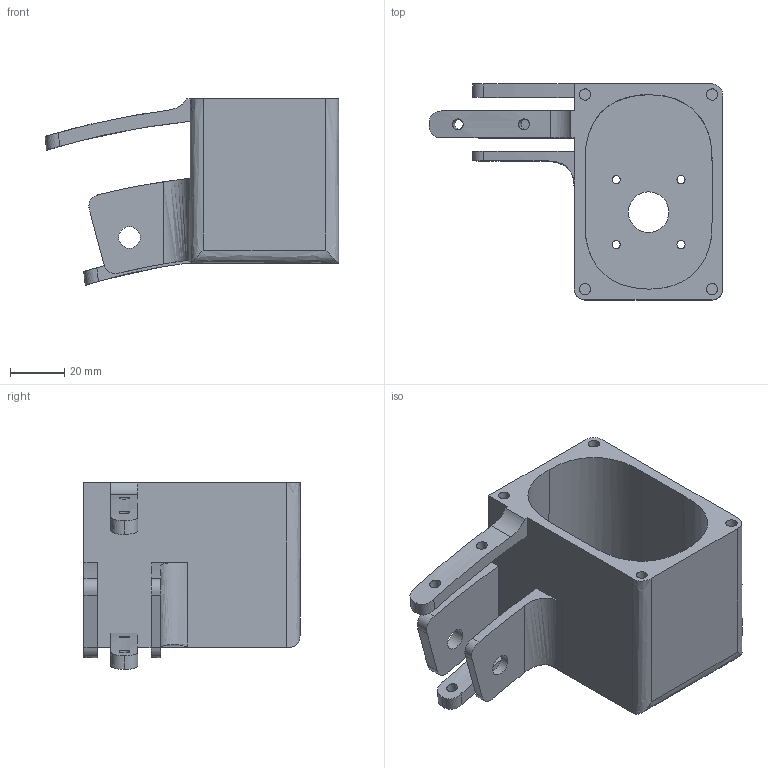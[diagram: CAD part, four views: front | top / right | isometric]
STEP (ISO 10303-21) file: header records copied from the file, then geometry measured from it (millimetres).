
FILE_DESCRIPTION(/* description */ ('STEP AP242','CAx-IF Rec.Pracs.---Representation and Presentation of Product Manufacturing Information (PMI)---4.0---2014-10-13','CAx-IF Rec.Pracs.---3D Tessellated Geometry---0.4---2014-09-14','2;1'),/* implementation_level */ '2;1');
FILE_NAME(/* name */ '681f79c588f8237c677e85a6',/* time_stamp */ '2025-05-10T16:07:35Z',/* author */ (''),/* organization */ (''),/* preprocessor_version */ 'ST-DEVELOPER v20',/* originating_system */ 'ONSHAPE BY PTC INC, 1.197',/* authorisation */ ' ');
FILE_SCHEMA (('AP242_MANAGED_MODEL_BASED_3D_ENGINEERING_MIM_LF { 1 0 10303 442 1 1 4 }'));
Length unit declared in the file: metre
Products named in the file (1): mount
Bounding box: 108.7 x 80 x 69.05 mm (x, y, z)
Volume: 128854.7 mm3; surface area: 44405.5 mm2
Topology: 1 solids, 1 shells, 264 faces, 744 edges, 498 vertices
Faces by surface type: bspline 116, cylinder 84, plane 64
Full cylindrical faces by diameter (mm): 3 x4, 4 x4, 4.2 x4, 8 x2, 15 x1, 22 x1
Entity records: 9805 total; most frequent: CARTESIAN_POINT 3741, ORIENTED_EDGE 1442, DIRECTION 904, EDGE_CURVE 721, VERTEX_POINT 491, EDGE_LOOP 318, FACE_BOUND 318, AXIS2_PLACEMENT_3D 309
